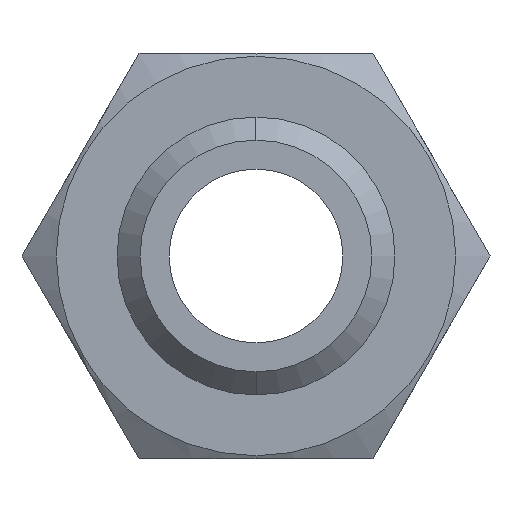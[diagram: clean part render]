
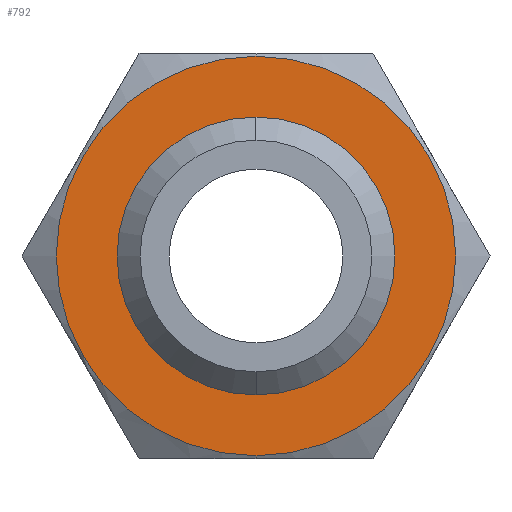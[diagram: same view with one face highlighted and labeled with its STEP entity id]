
A CAD part, front view. The second image highlights one B-rep face of the part: STEP entity #792.
In plain terms, the highlighted planar face has unit normal (0, -1, 0).
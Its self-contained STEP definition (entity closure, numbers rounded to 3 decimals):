
#46 = AXIS2_PLACEMENT_3D ( 'NONE', #1110, #1111, #1113 ) ;
#215 = CARTESIAN_POINT ( 'NONE',  ( 0., 8., 6.9 ) ) ;
#216 = CARTESIAN_POINT ( 'NONE',  ( 0., 8., -6.9 ) ) ;
#217 = CARTESIAN_POINT ( 'NONE',  ( 0., 8., -4.8 ) ) ;
#218 = CARTESIAN_POINT ( 'NONE',  ( 0., 8., 4.8 ) ) ;
#353 = ORIENTED_EDGE ( 'NONE', *, *, #552, .T. ) ;
#356 = ORIENTED_EDGE ( 'NONE', *, *, #570, .F. ) ;
#357 = ORIENTED_EDGE ( 'NONE', *, *, #555, .F. ) ;
#361 = ORIENTED_EDGE ( 'NONE', *, *, #571, .T. ) ;
#410 = VERTEX_POINT ( 'NONE', #218 ) ;
#411 = VERTEX_POINT ( 'NONE', #217 ) ;
#412 = VERTEX_POINT ( 'NONE', #216 ) ;
#413 = VERTEX_POINT ( 'NONE', #215 ) ;
#552 = EDGE_CURVE ( 'NONE', #412, #413, #1326, .T. ) ;
#555 = EDGE_CURVE ( 'NONE', #411, #410, #700, .T. ) ;
#570 = EDGE_CURVE ( 'NONE', #410, #411, #706, .T. ) ;
#571 = EDGE_CURVE ( 'NONE', #413, #412, #636, .T. ) ;
#622 = AXIS2_PLACEMENT_3D ( 'NONE', #1529, #1528, #1527 ) ;
#636 = CIRCLE ( 'NONE', #701, 6.9 ) ;
#684 = AXIS2_PLACEMENT_3D ( 'NONE', #1520, #1518, #1517 ) ;
#700 = CIRCLE ( 'NONE', #684, 4.8 ) ;
#701 = AXIS2_PLACEMENT_3D ( 'NONE', #1446, #1445, #1444 ) ;
#704 = AXIS2_PLACEMENT_3D ( 'NONE', #1449, #1448, #1447 ) ;
#706 = CIRCLE ( 'NONE', #704, 4.8 ) ;
#792 = ADVANCED_FACE ( 'NONE', ( #868, #867 ), #1108, .T. ) ;
#867 = FACE_BOUND ( 'NONE', #1230, .T. ) ;
#868 = FACE_OUTER_BOUND ( 'NONE', #1225, .T. ) ;
#1108 = PLANE ( 'NONE',  #46 ) ;
#1110 = CARTESIAN_POINT ( 'NONE',  ( 6.9, 8., 0. ) ) ;
#1111 = DIRECTION ( 'NONE',  ( 0., -1., 0. ) ) ;
#1113 = DIRECTION ( 'NONE',  ( 0., 0., -1. ) ) ;
#1225 = EDGE_LOOP ( 'NONE', ( #353, #361 ) ) ;
#1230 = EDGE_LOOP ( 'NONE', ( #357, #356 ) ) ;
#1326 = CIRCLE ( 'NONE', #622, 6.9 ) ;
#1444 = DIRECTION ( 'NONE',  ( 0., 0., -1. ) ) ;
#1445 = DIRECTION ( 'NONE',  ( 0., -1., 0. ) ) ;
#1446 = CARTESIAN_POINT ( 'NONE',  ( 0., 8., 0. ) ) ;
#1447 = DIRECTION ( 'NONE',  ( 0., 0., -1. ) ) ;
#1448 = DIRECTION ( 'NONE',  ( 0., -1., 0. ) ) ;
#1449 = CARTESIAN_POINT ( 'NONE',  ( 0., 8., 0. ) ) ;
#1517 = DIRECTION ( 'NONE',  ( 0., 0., -1. ) ) ;
#1518 = DIRECTION ( 'NONE',  ( 0., -1., 0. ) ) ;
#1520 = CARTESIAN_POINT ( 'NONE',  ( 0., 8., 0. ) ) ;
#1527 = DIRECTION ( 'NONE',  ( 0., 0., -1. ) ) ;
#1528 = DIRECTION ( 'NONE',  ( 0., -1., 0. ) ) ;
#1529 = CARTESIAN_POINT ( 'NONE',  ( 0., 8., 0. ) ) ;
